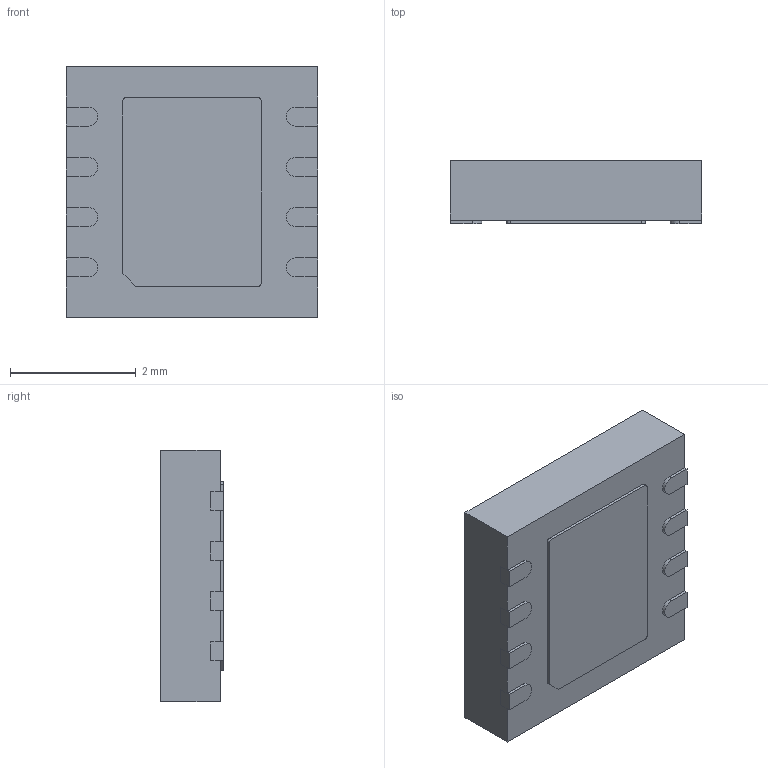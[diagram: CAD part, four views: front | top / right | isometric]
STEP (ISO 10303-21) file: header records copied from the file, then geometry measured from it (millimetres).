
FILE_DESCRIPTION (( 'STEP AP214' ), '1' );
FILE_NAME ('LD39200DPUR.STEP', '2023-06-15T04:16:43', ( '' ), ( '' ), 'SwSTEP 2.0', 'SolidWorks 2021', '' );
FILE_SCHEMA (( 'AUTOMOTIVE_DESIGN' ));
Length unit declared in the file: millimetre
Products named in the file (1): LD39200DPUR
Bounding box: 4 x 1 x 4 mm (x, y, z)
Volume: 15.6 mm3; surface area: 69.8 mm2
Topology: 11 solids, 11 shells, 112 faces, 264 edges, 176 vertices
Faces by surface type: plane 86, cylinder 26
Entity records: 3324 total; most frequent: CARTESIAN_POINT 553, DIRECTION 542, ORIENTED_EDGE 528, EDGE_CURVE 264, LINE 212, VECTOR 212, VERTEX_POINT 176, AXIS2_PLACEMENT_3D 165
